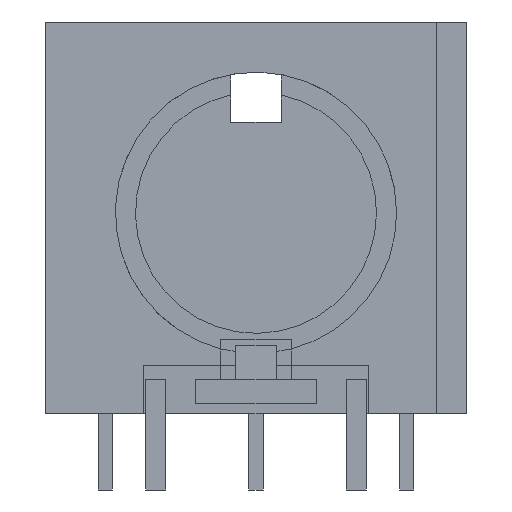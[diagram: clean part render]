
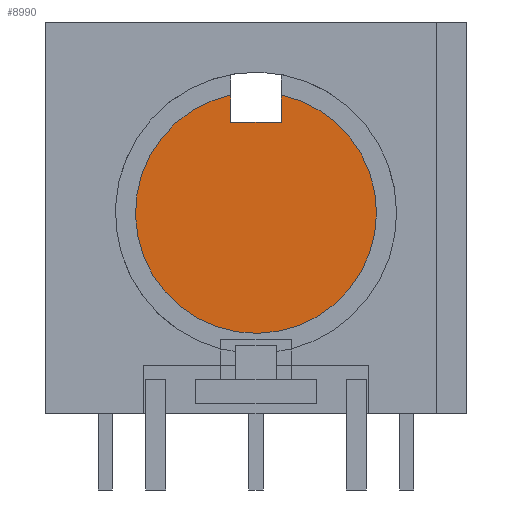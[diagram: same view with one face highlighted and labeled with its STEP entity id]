
A CAD part, front view. The second image highlights one B-rep face of the part: STEP entity #8990.
In plain terms, the highlighted planar face has unit normal (0, -1, 0).
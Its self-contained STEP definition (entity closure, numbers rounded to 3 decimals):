
#4486 = PLANE('',#4487);
#4487 = AXIS2_PLACEMENT_3D('',#4488,#4489,#4490);
#4488 = CARTESIAN_POINT('',(-1.25,-15.,14.5));
#4489 = DIRECTION('',(1.,0.,0.));
#4490 = DIRECTION('',(0.,0.,1.));
#4512 = PLANE('',#4513);
#4513 = AXIS2_PLACEMENT_3D('',#4514,#4515,#4516);
#4514 = CARTESIAN_POINT('',(-1.25,-15.,14.5));
#4515 = DIRECTION('',(0.,0.,1.));
#4516 = DIRECTION('',(1.,0.,0.));
#4538 = PLANE('',#4539);
#4539 = AXIS2_PLACEMENT_3D('',#4540,#4541,#4542);
#4540 = CARTESIAN_POINT('',(1.25,-15.,14.5));
#4541 = DIRECTION('',(1.,0.,0.));
#4542 = DIRECTION('',(0.,0.,1.));
#7240 = CYLINDRICAL_SURFACE('',#7241,6.);
#7241 = AXIS2_PLACEMENT_3D('',#7242,#7243,#7244);
#7242 = CARTESIAN_POINT('',(0.,-2.,10.));
#7243 = DIRECTION('',(0.,1.,0.));
#7244 = DIRECTION('',(1.,0.,0.));
#7391 = CYLINDRICAL_SURFACE('',#7392,6.);
#7392 = AXIS2_PLACEMENT_3D('',#7393,#7394,#7395);
#7393 = CARTESIAN_POINT('',(0.,-2.,10.));
#7394 = DIRECTION('',(0.,1.,0.));
#7395 = DIRECTION('',(1.,0.,0.));
#7619 = EDGE_CURVE('',#7620,#7622,#7624,.T.);
#7620 = VERTEX_POINT('',#7621);
#7621 = CARTESIAN_POINT('',(1.25,0.,15.868));
#7622 = VERTEX_POINT('',#7623);
#7623 = CARTESIAN_POINT('',(1.25,0.,14.5));
#7624 = SURFACE_CURVE('',#7625,(#7629,#7635),.PCURVE_S1.);
#7625 = LINE('',#7626,#7627);
#7626 = CARTESIAN_POINT('',(1.25,0.,7.25));
#7627 = VECTOR('',#7628,1.);
#7628 = DIRECTION('',(0.,0.,-1.));
#7629 = PCURVE('',#4538,#7630);
#7630 = DEFINITIONAL_REPRESENTATION('',(#7631),#7634);
#7631 = B_SPLINE_CURVE_WITH_KNOTS('',1,(#7632,#7633),.UNSPECIFIED.,.F.,
  .F.,(2,2),(-9.25,-7.25),.PIECEWISE_BEZIER_KNOTS.);
#7632 = CARTESIAN_POINT('',(2.,-15.));
#7633 = CARTESIAN_POINT('',(0.,-15.));
#7634 = ( GEOMETRIC_REPRESENTATION_CONTEXT(2) 
PARAMETRIC_REPRESENTATION_CONTEXT() REPRESENTATION_CONTEXT('2D SPACE',''
  ) );
#7635 = PCURVE('',#7636,#7641);
#7636 = PLANE('',#7637);
#7637 = AXIS2_PLACEMENT_3D('',#7638,#7639,#7640);
#7638 = CARTESIAN_POINT('',(-10.5,0.,0.));
#7639 = DIRECTION('',(0.,1.,0.));
#7640 = DIRECTION('',(0.,0.,1.));
#7641 = DEFINITIONAL_REPRESENTATION('',(#7642),#7645);
#7642 = B_SPLINE_CURVE_WITH_KNOTS('',1,(#7643,#7644),.UNSPECIFIED.,.F.,
  .F.,(2,2),(-9.25,-7.25),.PIECEWISE_BEZIER_KNOTS.);
#7643 = CARTESIAN_POINT('',(16.5,11.75));
#7644 = CARTESIAN_POINT('',(14.5,11.75));
#7645 = ( GEOMETRIC_REPRESENTATION_CONTEXT(2) 
PARAMETRIC_REPRESENTATION_CONTEXT() REPRESENTATION_CONTEXT('2D SPACE',''
  ) );
#7694 = VERTEX_POINT('',#7695);
#7695 = CARTESIAN_POINT('',(-1.25,0.,14.5));
#7716 = EDGE_CURVE('',#7694,#7622,#7717,.T.);
#7717 = SURFACE_CURVE('',#7718,(#7722,#7728),.PCURVE_S1.);
#7718 = LINE('',#7719,#7720);
#7719 = CARTESIAN_POINT('',(-5.875,0.,14.5));
#7720 = VECTOR('',#7721,1.);
#7721 = DIRECTION('',(1.,0.,0.));
#7722 = PCURVE('',#4512,#7723);
#7723 = DEFINITIONAL_REPRESENTATION('',(#7724),#7727);
#7724 = B_SPLINE_CURVE_WITH_KNOTS('',1,(#7725,#7726),.UNSPECIFIED.,.F.,
  .F.,(2,2),(4.625,7.125),.PIECEWISE_BEZIER_KNOTS.);
#7725 = CARTESIAN_POINT('',(0.,15.));
#7726 = CARTESIAN_POINT('',(2.5,15.));
#7727 = ( GEOMETRIC_REPRESENTATION_CONTEXT(2) 
PARAMETRIC_REPRESENTATION_CONTEXT() REPRESENTATION_CONTEXT('2D SPACE',''
  ) );
#7728 = PCURVE('',#7636,#7729);
#7729 = DEFINITIONAL_REPRESENTATION('',(#7730),#7733);
#7730 = B_SPLINE_CURVE_WITH_KNOTS('',1,(#7731,#7732),.UNSPECIFIED.,.F.,
  .F.,(2,2),(4.625,7.125),.PIECEWISE_BEZIER_KNOTS.);
#7731 = CARTESIAN_POINT('',(14.5,9.25));
#7732 = CARTESIAN_POINT('',(14.5,11.75));
#7733 = ( GEOMETRIC_REPRESENTATION_CONTEXT(2) 
PARAMETRIC_REPRESENTATION_CONTEXT() REPRESENTATION_CONTEXT('2D SPACE',''
  ) );
#7740 = EDGE_CURVE('',#7741,#7694,#7743,.T.);
#7741 = VERTEX_POINT('',#7742);
#7742 = CARTESIAN_POINT('',(-1.25,0.,15.868));
#7743 = SURFACE_CURVE('',#7744,(#7748,#7754),.PCURVE_S1.);
#7744 = LINE('',#7745,#7746);
#7745 = CARTESIAN_POINT('',(-1.25,0.,7.25));
#7746 = VECTOR('',#7747,1.);
#7747 = DIRECTION('',(0.,0.,-1.));
#7748 = PCURVE('',#4486,#7749);
#7749 = DEFINITIONAL_REPRESENTATION('',(#7750),#7753);
#7750 = B_SPLINE_CURVE_WITH_KNOTS('',1,(#7751,#7752),.UNSPECIFIED.,.F.,
  .F.,(2,2),(-9.25,-7.25),.PIECEWISE_BEZIER_KNOTS.);
#7751 = CARTESIAN_POINT('',(2.,-15.));
#7752 = CARTESIAN_POINT('',(0.,-15.));
#7753 = ( GEOMETRIC_REPRESENTATION_CONTEXT(2) 
PARAMETRIC_REPRESENTATION_CONTEXT() REPRESENTATION_CONTEXT('2D SPACE',''
  ) );
#7754 = PCURVE('',#7636,#7755);
#7755 = DEFINITIONAL_REPRESENTATION('',(#7756),#7759);
#7756 = B_SPLINE_CURVE_WITH_KNOTS('',1,(#7757,#7758),.UNSPECIFIED.,.F.,
  .F.,(2,2),(-9.25,-7.25),.PIECEWISE_BEZIER_KNOTS.);
#7757 = CARTESIAN_POINT('',(16.5,9.25));
#7758 = CARTESIAN_POINT('',(14.5,9.25));
#7759 = ( GEOMETRIC_REPRESENTATION_CONTEXT(2) 
PARAMETRIC_REPRESENTATION_CONTEXT() REPRESENTATION_CONTEXT('2D SPACE',''
  ) );
#8909 = VERTEX_POINT('',#8910);
#8910 = CARTESIAN_POINT('',(6.,0.,10.));
#8931 = EDGE_CURVE('',#8909,#7741,#8932,.T.);
#8932 = SURFACE_CURVE('',#8933,(#8938,#8945),.PCURVE_S1.);
#8933 = CIRCLE('',#8934,6.);
#8934 = AXIS2_PLACEMENT_3D('',#8935,#8936,#8937);
#8935 = CARTESIAN_POINT('',(0.,0.,10.));
#8936 = DIRECTION('',(0.,1.,0.));
#8937 = DIRECTION('',(1.,0.,0.));
#8938 = PCURVE('',#7240,#8939);
#8939 = DEFINITIONAL_REPRESENTATION('',(#8940),#8944);
#8940 = LINE('',#8941,#8942);
#8941 = CARTESIAN_POINT('',(0.,2.));
#8942 = VECTOR('',#8943,1.);
#8943 = DIRECTION('',(1.,0.));
#8944 = ( GEOMETRIC_REPRESENTATION_CONTEXT(2) 
PARAMETRIC_REPRESENTATION_CONTEXT() REPRESENTATION_CONTEXT('2D SPACE',''
  ) );
#8945 = PCURVE('',#7636,#8946);
#8946 = DEFINITIONAL_REPRESENTATION('',(#8947),#8951);
#8947 = CIRCLE('',#8948,6.);
#8948 = AXIS2_PLACEMENT_2D('',#8949,#8950);
#8949 = CARTESIAN_POINT('',(10.,10.5));
#8950 = DIRECTION('',(0.,1.));
#8951 = ( GEOMETRIC_REPRESENTATION_CONTEXT(2) 
PARAMETRIC_REPRESENTATION_CONTEXT() REPRESENTATION_CONTEXT('2D SPACE',''
  ) );
#8965 = EDGE_CURVE('',#7620,#8909,#8966,.T.);
#8966 = SURFACE_CURVE('',#8967,(#8972,#8979),.PCURVE_S1.);
#8967 = CIRCLE('',#8968,6.);
#8968 = AXIS2_PLACEMENT_3D('',#8969,#8970,#8971);
#8969 = CARTESIAN_POINT('',(0.,0.,10.));
#8970 = DIRECTION('',(0.,1.,0.));
#8971 = DIRECTION('',(1.,0.,0.));
#8972 = PCURVE('',#7391,#8973);
#8973 = DEFINITIONAL_REPRESENTATION('',(#8974),#8978);
#8974 = LINE('',#8975,#8976);
#8975 = CARTESIAN_POINT('',(0.,2.));
#8976 = VECTOR('',#8977,1.);
#8977 = DIRECTION('',(1.,0.));
#8978 = ( GEOMETRIC_REPRESENTATION_CONTEXT(2) 
PARAMETRIC_REPRESENTATION_CONTEXT() REPRESENTATION_CONTEXT('2D SPACE',''
  ) );
#8979 = PCURVE('',#7636,#8980);
#8980 = DEFINITIONAL_REPRESENTATION('',(#8981),#8985);
#8981 = CIRCLE('',#8982,6.);
#8982 = AXIS2_PLACEMENT_2D('',#8983,#8984);
#8983 = CARTESIAN_POINT('',(10.,10.5));
#8984 = DIRECTION('',(0.,1.));
#8985 = ( GEOMETRIC_REPRESENTATION_CONTEXT(2) 
PARAMETRIC_REPRESENTATION_CONTEXT() REPRESENTATION_CONTEXT('2D SPACE',''
  ) );
#8990 = ADVANCED_FACE('',(#8991),#7636,.F.);
#8991 = FACE_BOUND('',#8992,.F.);
#8992 = EDGE_LOOP('',(#8993,#8994,#8995,#8996,#8997));
#8993 = ORIENTED_EDGE('',*,*,#8931,.T.);
#8994 = ORIENTED_EDGE('',*,*,#7740,.T.);
#8995 = ORIENTED_EDGE('',*,*,#7716,.T.);
#8996 = ORIENTED_EDGE('',*,*,#7619,.F.);
#8997 = ORIENTED_EDGE('',*,*,#8965,.T.);
